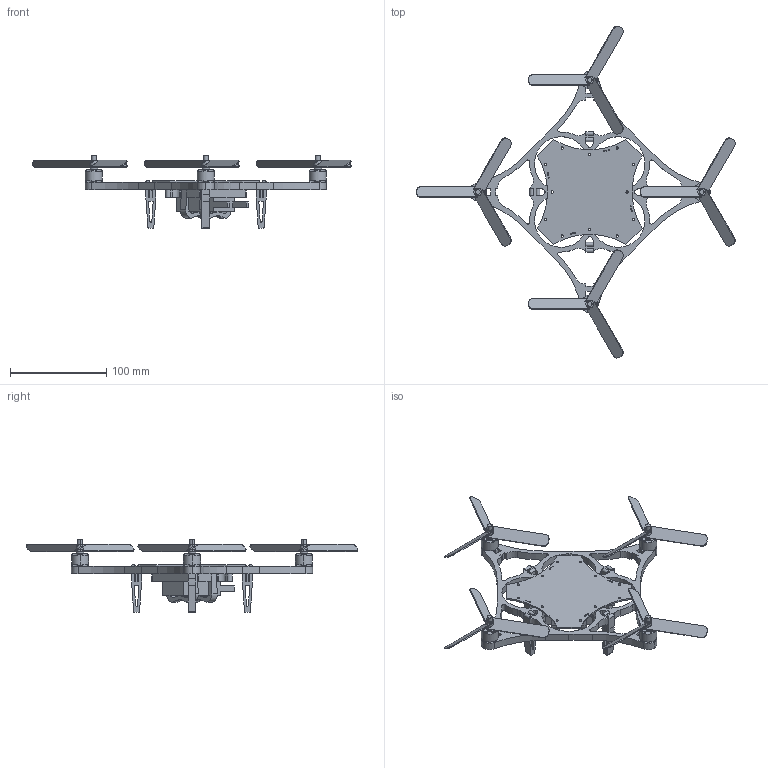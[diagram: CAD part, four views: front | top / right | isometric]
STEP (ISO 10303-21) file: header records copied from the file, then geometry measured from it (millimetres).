
FILE_DESCRIPTION(('CATIA V5 STEP Exchange'),'2;1');
FILE_NAME('Larix_7.stp','2016-06-20T11:15:31+00:00',('none'),('none'),'CATIA Version 5 Release 19 SP 9 (IN-10)','CATIA V5 STEP AP203','none');
FILE_SCHEMA(('CONFIG_CONTROL_DESIGN'));
Length unit declared in the file: millimetre
Products named in the file (1): Product1
Assembly tree (18 placements, depth 2):
  Product1
    #58
    #6800  x4
    #7933
    #9800  x4
    #11611  x4
    #12869
    #15076  x2
    #15911
Bounding box: 331.45 x 345.44 x 75.5 mm (x, y, z)
Volume: 146894.7 mm3; surface area: 107481.8 mm2
Topology: 18 solids, 18 shells, 940 faces, 2612 edges, 1740 vertices
Faces by surface type: cylinder 480, plane 412, cone 48
Entity records: 16288 total; most frequent: CARTESIAN_POINT 2997, ORIENTED_EDGE 2944, DIRECTION 2196, EDGE_CURVE 1472, VERTEX_POINT 981, AXIS2_PLACEMENT_3D 979, VECTOR 841, LINE 841
